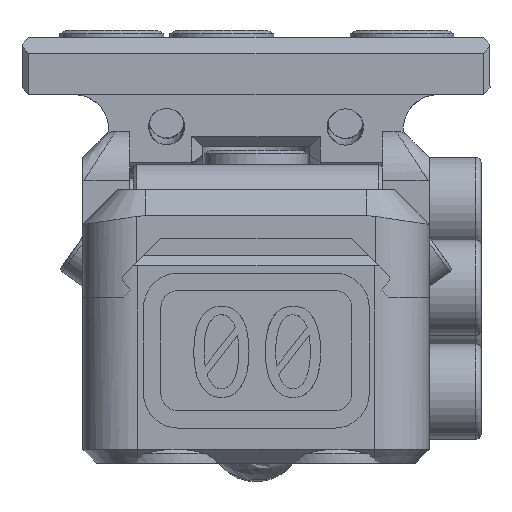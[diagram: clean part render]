
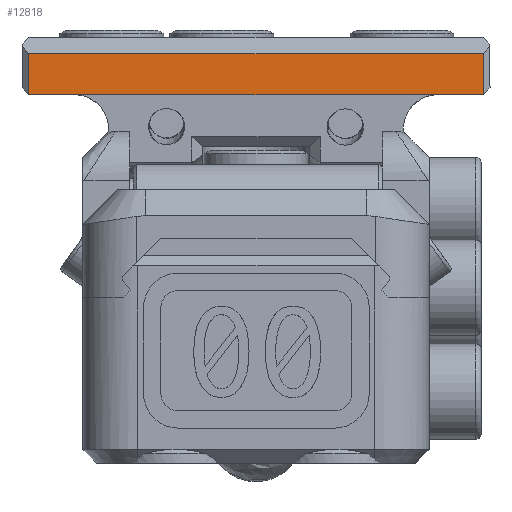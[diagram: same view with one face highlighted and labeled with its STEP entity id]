
A CAD part, front view. The second image highlights one B-rep face of the part: STEP entity #12818.
In plain terms, the highlighted face is planar.
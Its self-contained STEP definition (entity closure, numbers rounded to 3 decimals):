
#4505=ORIENTED_EDGE('',*,*,#6488,.F.);
#4506=ORIENTED_EDGE('',*,*,#6474,.T.);
#4507=ORIENTED_EDGE('',*,*,#6506,.F.);
#4508=ORIENTED_EDGE('',*,*,#6507,.T.);
#6474=EDGE_CURVE('',#7690,#7689,#8766,.T.);
#6488=EDGE_CURVE('',#7690,#7695,#8778,.T.);
#6506=EDGE_CURVE('',#7706,#7689,#8792,.T.);
#6507=EDGE_CURVE('',#7706,#7695,#8793,.T.);
#7689=VERTEX_POINT('',#24433);
#7690=VERTEX_POINT('',#24435);
#7695=VERTEX_POINT('',#24470);
#7706=VERTEX_POINT('',#24505);
#8766=LINE('',#24434,#9878);
#8778=LINE('',#24469,#9890);
#8792=LINE('',#24504,#9904);
#8793=LINE('',#24506,#9905);
#9878=VECTOR('',#17291,1000.);
#9890=VECTOR('',#17317,1000.);
#9904=VECTOR('',#17351,1000.);
#9905=VECTOR('',#17352,1000.);
#10776=EDGE_LOOP('',(#4505,#4506,#4507,#4508));
#11650=FACE_BOUND('',#10776,.T.);
#12082=PLANE('',#14072);
#12818=ADVANCED_FACE('',(#11650),#12082,.T.);
#14072=AXIS2_PLACEMENT_3D('',#24503,#17349,#17350);
#17291=DIRECTION('',(0.,-1.,0.));
#17317=DIRECTION('',(1.,0.,0.));
#17349=DIRECTION('',(0.,0.,1.));
#17350=DIRECTION('',(-1.,0.,0.));
#17351=DIRECTION('',(-1.,0.,0.));
#17352=DIRECTION('',(0.,1.,0.));
#24433=CARTESIAN_POINT('',(-88.243,-4.876,17.225));
#24434=CARTESIAN_POINT('',(-88.243,-0.46,17.225));
#24435=CARTESIAN_POINT('',(-88.243,-2.499,17.225));
#24469=CARTESIAN_POINT('',(-75.126,-2.499,17.225));
#24470=CARTESIAN_POINT('',(-62.009,-2.499,17.225));
#24503=CARTESIAN_POINT('',(-75.126,-0.46,17.225));
#24504=CARTESIAN_POINT('',(-75.126,-4.876,17.225));
#24505=CARTESIAN_POINT('',(-62.009,-4.876,17.225));
#24506=CARTESIAN_POINT('',(-62.009,-0.46,17.225));
